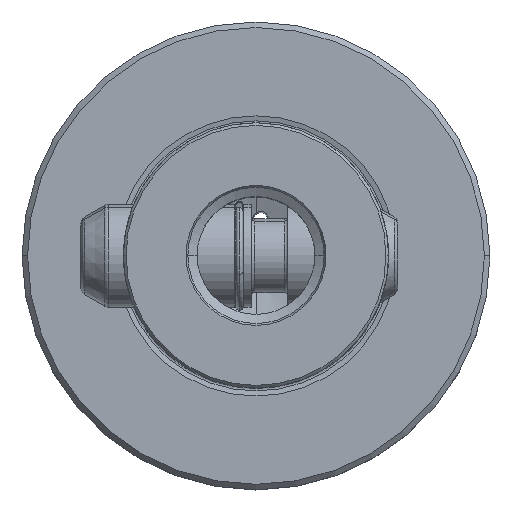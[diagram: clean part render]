
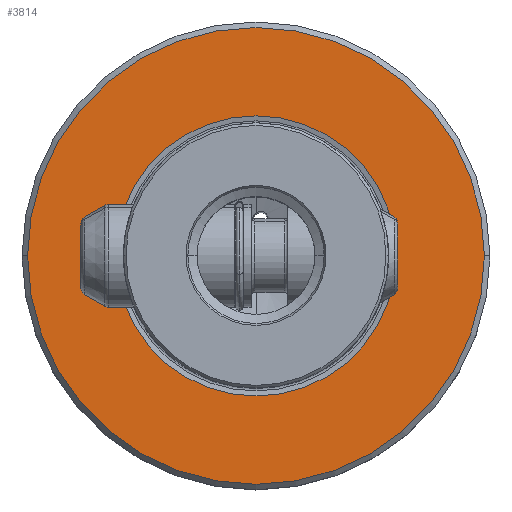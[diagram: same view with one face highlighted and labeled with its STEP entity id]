
A CAD part, top view. The second image highlights one B-rep face of the part: STEP entity #3814.
In plain terms, the highlighted planar face has unit normal (0, 0, 1).
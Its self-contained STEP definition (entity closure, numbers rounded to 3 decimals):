
#3004=VERTEX_POINT('NONE',#8286);
#3254=EDGE_CURVE('NONE',#6220,#3314,#8565,.F.);
#3314=VERTEX_POINT('NONE',#8630);
#3458=VERTEX_POINT('NONE',#8784);
#3814=ADVANCED_FACE('NONE',(#9177,#9178),#9179,.T.);
#6220=VERTEX_POINT('NONE',#11832);
#6348=EDGE_CURVE('NONE',#3314,#6220,#11976,.F.);
#6580=EDGE_CURVE('NONE',#3458,#3004,#12230,.T.);
#7814=EDGE_CURVE('NONE',#3004,#3458,#13594,.T.);
#8286=CARTESIAN_POINT('',(-31.0,0.,0.0));
#8565=CIRCLE('',#14937,19.012);
#8630=CARTESIAN_POINT('',(19.012,0.,0.0));
#8784=CARTESIAN_POINT('',(31.0,0.,0.0));
#9177=FACE_OUTER_BOUND('',#16146,.T.);
#9178=FACE_BOUND('',#16147,.T.);
#9179=PLANE('',#16148);
#11832=CARTESIAN_POINT('',(-19.012,0.,0.0));
#11976=CIRCLE('',#21798,19.012);
#12230=CIRCLE('',#22385,31.0);
#13594=CIRCLE('',#25507,31.0);
#14937=AXIS2_PLACEMENT_3D('',#26446,#26447,#26448);
#16146=EDGE_LOOP('',(#27058,#27059));
#16147=EDGE_LOOP('',(#27060,#27061));
#16148=AXIS2_PLACEMENT_3D('',#27062,#27063,#27064);
#21798=AXIS2_PLACEMENT_3D('',#30233,#30234,#30235);
#22385=AXIS2_PLACEMENT_3D('',#30515,#30516,#30517);
#25507=AXIS2_PLACEMENT_3D('',#32096,#32097,#32098);
#26446=CARTESIAN_POINT('',(0.0,0.0,0.0));
#26447=DIRECTION('',(0.0,0.0,-1.0));
#26448=DIRECTION('',(1.0,0.,0.0));
#27058=ORIENTED_EDGE('',*,*,#7814,.F.);
#27059=ORIENTED_EDGE('',*,*,#6580,.F.);
#27060=ORIENTED_EDGE('',*,*,#6348,.F.);
#27061=ORIENTED_EDGE('',*,*,#3254,.F.);
#27062=CARTESIAN_POINT('',(-33.0,0.0,0.0));
#27063=DIRECTION('',(-0.0,0.0,1.0));
#27064=DIRECTION('',(0.0,1.0,0.0));
#30233=CARTESIAN_POINT('',(0.0,0.0,0.0));
#30234=DIRECTION('',(0.0,0.0,-1.0));
#30235=DIRECTION('',(1.0,0.,0.0));
#30515=CARTESIAN_POINT('',(0.0,0.0,0.0));
#30516=DIRECTION('',(0.0,0.0,-1.0));
#30517=DIRECTION('',(-1.0,0.,0.0));
#32096=CARTESIAN_POINT('',(0.0,0.0,0.0));
#32097=DIRECTION('',(0.0,0.0,-1.0));
#32098=DIRECTION('',(-1.0,0.,0.0));
